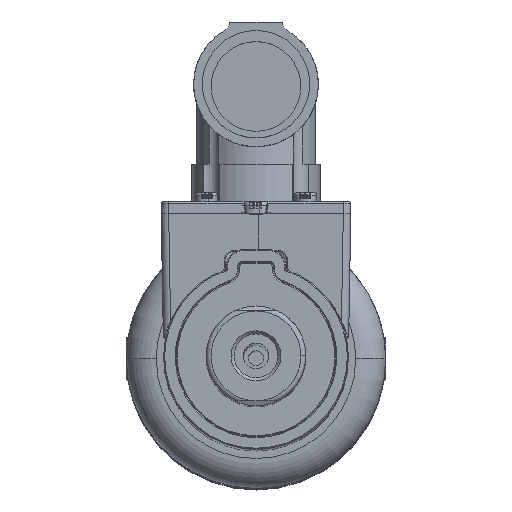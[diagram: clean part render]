
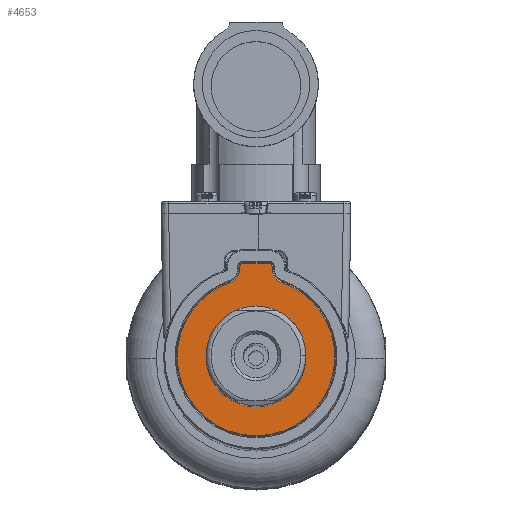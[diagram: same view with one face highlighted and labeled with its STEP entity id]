
A CAD part, top view. The second image highlights one B-rep face of the part: STEP entity #4653.
In plain terms, the highlighted planar face has unit normal (0, 0, 1).
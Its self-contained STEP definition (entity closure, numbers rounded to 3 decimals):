
#600 = VECTOR ( 'NONE', #4202, 1000. ) ;
#1515 = EDGE_LOOP ( 'NONE', ( #31031, #54884, #58950, #9240, #50957, #5052, #59972, #22863, #49772, #26227 ) ) ;
#2170 = CARTESIAN_POINT ( 'NONE',  ( -15.8, 0., 401. ) ) ;
#3069 = CIRCLE ( 'NONE', #29906, 2.7 ) ;
#3866 = CARTESIAN_POINT ( 'NONE',  ( -2.5, 18., 401. ) ) ;
#3997 = CARTESIAN_POINT ( 'NONE',  ( 2.5, 18., 401. ) ) ;
#4202 = DIRECTION ( 'NONE',  ( -1., 0., 0. ) ) ;
#4555 = EDGE_CURVE ( 'NONE', #39145, #5744, #47398, .T. ) ;
#4653 = ADVANCED_FACE ( 'NONE', ( #46244, #41406 ), #56520, .T. ) ;
#5052 = ORIENTED_EDGE ( 'NONE', *, *, #4555, .T. ) ;
#5711 = AXIS2_PLACEMENT_3D ( 'NONE', #14927, #34348, #15552 ) ;
#5744 = VERTEX_POINT ( 'NONE', #45224 ) ;
#5830 = DIRECTION ( 'NONE',  ( 1., 0., 0. ) ) ;
#6631 = CIRCLE ( 'NONE', #45761, 2.7 ) ;
#6650 = LINE ( 'NONE', #7248, #37421 ) ;
#7248 = CARTESIAN_POINT ( 'NONE',  ( 3.3, 0., 401. ) ) ;
#7587 = EDGE_CURVE ( 'NONE', #15195, #11206, #17135, .T. ) ;
#9168 = DIRECTION ( 'NONE',  ( 1., 0., 0. ) ) ;
#9240 = ORIENTED_EDGE ( 'NONE', *, *, #54664, .T. ) ;
#10554 = LINE ( 'NONE', #15687, #12522 ) ;
#11206 = VERTEX_POINT ( 'NONE', #2170 ) ;
#12327 = CARTESIAN_POINT ( 'NONE',  ( 0., 0., 401. ) ) ;
#12522 = VECTOR ( 'NONE', #55036, 1000. ) ;
#12753 = CIRCLE ( 'NONE', #50921, 0.8 ) ;
#12991 = VERTEX_POINT ( 'NONE', #51596 ) ;
#13869 = ORIENTED_EDGE ( 'NONE', *, *, #51022, .F. ) ;
#14927 = CARTESIAN_POINT ( 'NONE',  ( 0., 0., 401. ) ) ;
#15195 = VERTEX_POINT ( 'NONE', #35555 ) ;
#15552 = DIRECTION ( 'NONE',  ( 1., 0., 0. ) ) ;
#15687 = CARTESIAN_POINT ( 'NONE',  ( -3.3, 0., 401. ) ) ;
#16276 = DIRECTION ( 'NONE',  ( 0., 1., 0. ) ) ;
#16825 = DIRECTION ( 'NONE',  ( 0., 0., 1. ) ) ;
#17036 = CARTESIAN_POINT ( 'NONE',  ( 0., 0., 401. ) ) ;
#17135 = CIRCLE ( 'NONE', #20233, 15.8 ) ;
#18133 = AXIS2_PLACEMENT_3D ( 'NONE', #12327, #21037, #62009 ) ;
#18402 = EDGE_CURVE ( 'NONE', #26422, #43060, #10554, .T. ) ;
#18822 = DIRECTION ( 'NONE',  ( 0., 0., 1. ) ) ;
#18931 = CARTESIAN_POINT ( 'NONE',  ( 15.8, 0., 401. ) ) ;
#20233 = AXIS2_PLACEMENT_3D ( 'NONE', #26202, #16825, #45899 ) ;
#21037 = DIRECTION ( 'NONE',  ( 0., 0., 1. ) ) ;
#21214 = CARTESIAN_POINT ( 'NONE',  ( -3.3, 17.5, 401. ) ) ;
#22863 = ORIENTED_EDGE ( 'NONE', *, *, #34418, .T. ) ;
#22934 = EDGE_CURVE ( 'NONE', #5744, #45507, #44195, .T. ) ;
#23005 = VERTEX_POINT ( 'NONE', #29710 ) ;
#23915 = EDGE_CURVE ( 'NONE', #48105, #12991, #59423, .T. ) ;
#24311 = DIRECTION ( 'NONE',  ( 0., 0., 1. ) ) ;
#24330 = DIRECTION ( 'NONE',  ( 0., 0., -1. ) ) ;
#24816 = EDGE_CURVE ( 'NONE', #11206, #48105, #44712, .T. ) ;
#25305 = EDGE_CURVE ( 'NONE', #41106, #44485, #59232, .T. ) ;
#26098 = DIRECTION ( 'NONE',  ( 0., 0., 1. ) ) ;
#26202 = CARTESIAN_POINT ( 'NONE',  ( 0., 0., 401. ) ) ;
#26227 = ORIENTED_EDGE ( 'NONE', *, *, #45082, .T. ) ;
#26422 = VERTEX_POINT ( 'NONE', #52406 ) ;
#29679 = CIRCLE ( 'NONE', #33794, 10. ) ;
#29710 = CARTESIAN_POINT ( 'NONE',  ( 3.3, 17.5, 401. ) ) ;
#29906 = AXIS2_PLACEMENT_3D ( 'NONE', #49544, #24330, #58819 ) ;
#30902 = DIRECTION ( 'NONE',  ( 0., 0., -1. ) ) ;
#30985 = CARTESIAN_POINT ( 'NONE',  ( 0., 0., 401. ) ) ;
#31031 = ORIENTED_EDGE ( 'NONE', *, *, #7587, .T. ) ;
#33091 = DIRECTION ( 'NONE',  ( 1., 0., 0. ) ) ;
#33794 = AXIS2_PLACEMENT_3D ( 'NONE', #43694, #24311, #9168 ) ;
#34348 = DIRECTION ( 'NONE',  ( 0., 0., 1. ) ) ;
#34418 = EDGE_CURVE ( 'NONE', #45507, #26422, #12753, .T. ) ;
#34445 = AXIS2_PLACEMENT_3D ( 'NONE', #17036, #36835, #51611 ) ;
#34904 = CARTESIAN_POINT ( 'NONE',  ( -10., 0., 401. ) ) ;
#35555 = CARTESIAN_POINT ( 'NONE',  ( -5.124, 14.946, 401. ) ) ;
#35628 = CARTESIAN_POINT ( 'NONE',  ( 10., 0., 401. ) ) ;
#36835 = DIRECTION ( 'NONE',  ( 0., 0., 1. ) ) ;
#37175 = DIRECTION ( 'NONE',  ( 0., 0., 1. ) ) ;
#37421 = VECTOR ( 'NONE', #16276, 1000. ) ;
#39145 = VERTEX_POINT ( 'NONE', #50865 ) ;
#41106 = VERTEX_POINT ( 'NONE', #34904 ) ;
#41406 = FACE_BOUND ( 'NONE', #53745, .T. ) ;
#41663 = DIRECTION ( 'NONE',  ( 1., 0., 0. ) ) ;
#42817 = AXIS2_PLACEMENT_3D ( 'NONE', #30985, #26098, #5830 ) ;
#43060 = VERTEX_POINT ( 'NONE', #21214 ) ;
#43694 = CARTESIAN_POINT ( 'NONE',  ( 0., 0., 401. ) ) ;
#44195 = LINE ( 'NONE', #52940, #600 ) ;
#44485 = VERTEX_POINT ( 'NONE', #35628 ) ;
#44712 = CIRCLE ( 'NONE', #34445, 15.8 ) ;
#45082 = EDGE_CURVE ( 'NONE', #43060, #15195, #6631, .T. ) ;
#45224 = CARTESIAN_POINT ( 'NONE',  ( 2.5, 18.8, 401. ) ) ;
#45507 = VERTEX_POINT ( 'NONE', #56871 ) ;
#45761 = AXIS2_PLACEMENT_3D ( 'NONE', #59583, #30902, #56874 ) ;
#45899 = DIRECTION ( 'NONE',  ( 1., 0., 0. ) ) ;
#46244 = FACE_OUTER_BOUND ( 'NONE', #1515, .T. ) ;
#47370 = EDGE_CURVE ( 'NONE', #23005, #39145, #6650, .T. ) ;
#47398 = CIRCLE ( 'NONE', #48425, 0.8 ) ;
#48105 = VERTEX_POINT ( 'NONE', #18931 ) ;
#48425 = AXIS2_PLACEMENT_3D ( 'NONE', #3997, #18822, #33091 ) ;
#49544 = CARTESIAN_POINT ( 'NONE',  ( 6., 17.5, 401. ) ) ;
#49772 = ORIENTED_EDGE ( 'NONE', *, *, #18402, .T. ) ;
#50865 = CARTESIAN_POINT ( 'NONE',  ( 3.3, 18., 401. ) ) ;
#50921 = AXIS2_PLACEMENT_3D ( 'NONE', #3866, #37175, #41663 ) ;
#50957 = ORIENTED_EDGE ( 'NONE', *, *, #47370, .T. ) ;
#51022 = EDGE_CURVE ( 'NONE', #44485, #41106, #29679, .T. ) ;
#51596 = CARTESIAN_POINT ( 'NONE',  ( 5.124, 14.946, 401. ) ) ;
#51611 = DIRECTION ( 'NONE',  ( 1., 0., 0. ) ) ;
#52406 = CARTESIAN_POINT ( 'NONE',  ( -3.3, 18., 401. ) ) ;
#52940 = CARTESIAN_POINT ( 'NONE',  ( 0., 18.8, 401. ) ) ;
#53745 = EDGE_LOOP ( 'NONE', ( #13869, #55548 ) ) ;
#54664 = EDGE_CURVE ( 'NONE', #12991, #23005, #3069, .T. ) ;
#54884 = ORIENTED_EDGE ( 'NONE', *, *, #24816, .T. ) ;
#55036 = DIRECTION ( 'NONE',  ( 0., -1., 0. ) ) ;
#55548 = ORIENTED_EDGE ( 'NONE', *, *, #25305, .F. ) ;
#56520 = PLANE ( 'NONE',  #18133 ) ;
#56871 = CARTESIAN_POINT ( 'NONE',  ( -2.5, 18.8, 401. ) ) ;
#56874 = DIRECTION ( 'NONE',  ( 1., 0., 0. ) ) ;
#58819 = DIRECTION ( 'NONE',  ( 1., 0., 0. ) ) ;
#58950 = ORIENTED_EDGE ( 'NONE', *, *, #23915, .T. ) ;
#59232 = CIRCLE ( 'NONE', #5711, 10. ) ;
#59423 = CIRCLE ( 'NONE', #42817, 15.8 ) ;
#59583 = CARTESIAN_POINT ( 'NONE',  ( -6., 17.5, 401. ) ) ;
#59972 = ORIENTED_EDGE ( 'NONE', *, *, #22934, .T. ) ;
#62009 = DIRECTION ( 'NONE',  ( 1., 0., 0. ) ) ;
